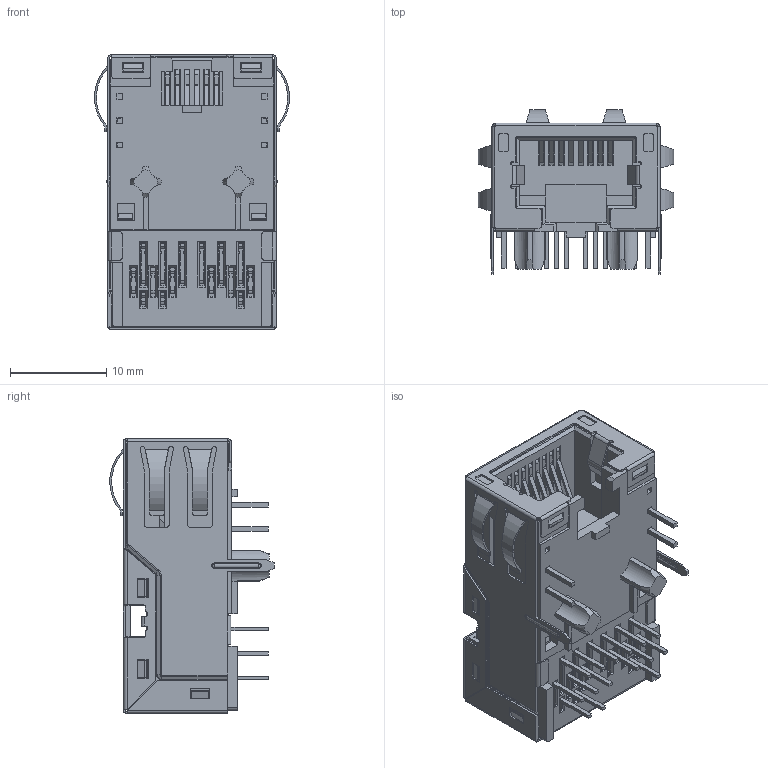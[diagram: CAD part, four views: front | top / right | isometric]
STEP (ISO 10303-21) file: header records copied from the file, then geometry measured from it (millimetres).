
FILE_DESCRIPTION(/* description */ ('Unknown'),/* implementation_level */ '2;1');
FILE_NAME(/* name */ '7499611423',/* time_stamp */ '2019-07-26T10:21:54+02:00',/* author */ ('Unknown'),/* organization */ ('Unknown'),/* preprocessor_version */ 'ST-DEVELOPER v16.7',/* originating_system */ 'DEX',/* authorisation */ $);
FILE_SCHEMA (('AUTOMOTIVE_DESIGN {1 0 10303 214 3 1 1}'));
Products named in the file (2): 7499611423
Assembly tree (1 placements, depth 2):
  7499611423
    7499611423
Bounding box: 20.32 x 17.12 x 28.57 mm (x, y, z)
Volume: 3900 mm3; surface area: 7596.5 mm2
Topology: 1 solids, 2 shells, 2295 faces, 6610 edges, 4306 vertices
Faces by surface type: plane 1675, cylinder 527, bspline 57, torus 16, cone 16, sphere 4
Full cylindrical faces by diameter (mm): 0.7 x32, 1 x4
Entity records: 93594 total; most frequent: CARTESIAN_POINT 16906, ORIENTED_EDGE 13144, DIRECTION 11846, EDGE_CURVE 6572, LINE 5194, VECTOR 5194, VERTEX_POINT 4304, AXIS2_PLACEMENT_3D 3326
